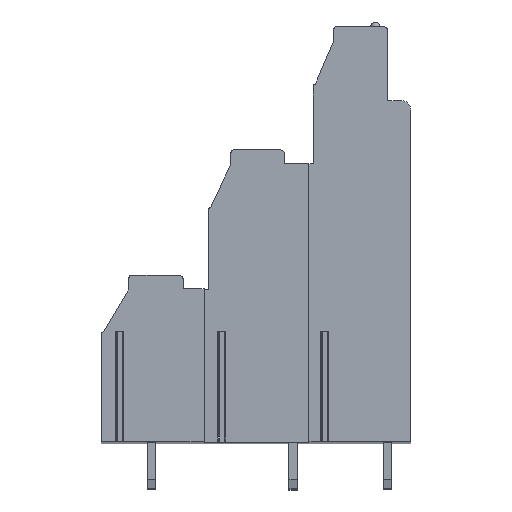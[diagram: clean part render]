
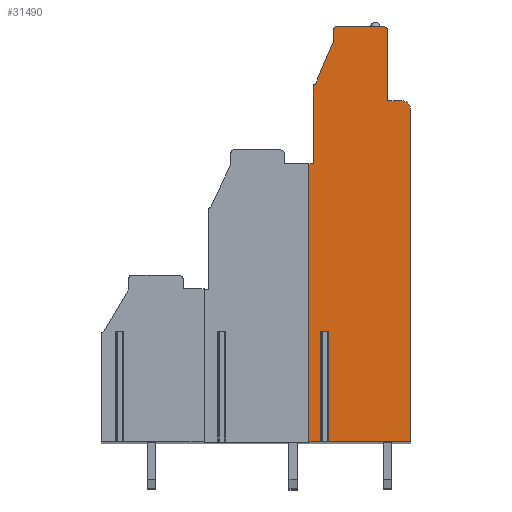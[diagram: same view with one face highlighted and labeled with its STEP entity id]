
A CAD part, top view. The second image highlights one B-rep face of the part: STEP entity #31490.
In plain terms, the highlighted planar face has unit normal (0, 0, 1).
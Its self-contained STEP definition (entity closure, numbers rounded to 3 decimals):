
#322=DIRECTION('',(1.,0.,0.));
#323=VECTOR('',#322,0.856);
#324=CARTESIAN_POINT('',(0.772,-18.05,99.06));
#325=LINE('',#324,#323);
#326=DIRECTION('',(0.,-1.,0.));
#327=VECTOR('',#326,11.95);
#328=CARTESIAN_POINT('',(0.772,-18.05,99.06));
#329=LINE('',#328,#327);
#330=DIRECTION('',(1.,0.,0.));
#331=VECTOR('',#330,1.272);
#332=CARTESIAN_POINT('',(-0.5,-30.,99.06));
#333=LINE('',#332,#331);
#334=DIRECTION('',(0.,1.,0.));
#335=VECTOR('',#334,30.);
#336=CARTESIAN_POINT('',(-0.5,-30.,99.06));
#337=LINE('',#336,#335);
#338=DIRECTION('',(-1.,0.,0.));
#339=VECTOR('',#338,0.5);
#340=CARTESIAN_POINT('',(0.,0.,99.06));
#341=LINE('',#340,#339);
#342=DIRECTION('',(0.,-1.,0.));
#343=VECTOR('',#342,8.4);
#344=CARTESIAN_POINT('',(0.,8.4,99.06));
#345=LINE('',#344,#343);
#346=CARTESIAN_POINT('',(0.2,8.4,99.06));
#347=DIRECTION('',(0.,0.,1.));
#348=DIRECTION('',(0.,1.,0.));
#349=AXIS2_PLACEMENT_3D('',#346,#347,#348);
#351=DIRECTION('',(-0.392,-0.92,0.));
#352=VECTOR('',#351,5.108);
#353=CARTESIAN_POINT('',(2.2,13.3,99.06));
#354=LINE('',#353,#352);
#355=DIRECTION('',(0.,-1.,0.));
#356=VECTOR('',#355,1.2);
#357=CARTESIAN_POINT('',(2.2,14.5,99.06));
#358=LINE('',#357,#356);
#359=CARTESIAN_POINT('',(2.5,14.5,99.06));
#360=DIRECTION('',(0.,0.,1.));
#361=DIRECTION('',(0.,1.,0.));
#362=AXIS2_PLACEMENT_3D('',#359,#360,#361);
#364=DIRECTION('',(-1.,0.,0.));
#365=VECTOR('',#364,5.);
#366=CARTESIAN_POINT('',(7.5,14.8,99.06));
#367=LINE('',#366,#365);
#368=CARTESIAN_POINT('',(7.5,14.3,99.06));
#369=DIRECTION('',(0.,0.,1.));
#370=DIRECTION('',(1.,0.,0.));
#371=AXIS2_PLACEMENT_3D('',#368,#369,#370);
#373=DIRECTION('',(0.,1.,0.));
#374=VECTOR('',#373,7.5);
#375=CARTESIAN_POINT('',(8.,6.8,99.06));
#376=LINE('',#375,#374);
#377=DIRECTION('',(-1.,0.,0.));
#378=VECTOR('',#377,1.5);
#379=CARTESIAN_POINT('',(9.5,6.8,99.06));
#380=LINE('',#379,#378);
#381=CARTESIAN_POINT('',(9.5,5.8,99.06));
#382=DIRECTION('',(0.,0.,1.));
#383=DIRECTION('',(1.,0.,0.));
#384=AXIS2_PLACEMENT_3D('',#381,#382,#383);
#386=DIRECTION('',(0.,1.,0.));
#387=VECTOR('',#386,35.8);
#388=CARTESIAN_POINT('',(10.5,-30.,99.06));
#389=LINE('',#388,#387);
#390=DIRECTION('',(1.,0.,0.));
#391=VECTOR('',#390,8.872);
#392=CARTESIAN_POINT('',(1.628,-30.,99.06));
#393=LINE('',#392,#391);
#394=DIRECTION('',(0.,-1.,0.));
#395=VECTOR('',#394,11.95);
#396=CARTESIAN_POINT('',(1.628,-18.05,99.06));
#397=LINE('',#396,#395);
#23988=CARTESIAN_POINT('',(10.5,-30.,99.06));
#23989=CARTESIAN_POINT('',(10.5,5.8,99.06));
#23990=VERTEX_POINT('',#23988);
#23991=VERTEX_POINT('',#23989);
#23992=CARTESIAN_POINT('',(9.5,6.8,99.06));
#23993=VERTEX_POINT('',#23992);
#23994=CARTESIAN_POINT('',(8.,6.8,99.06));
#23995=VERTEX_POINT('',#23994);
#23996=CARTESIAN_POINT('',(8.,14.3,99.06));
#23997=VERTEX_POINT('',#23996);
#23998=CARTESIAN_POINT('',(7.5,14.8,99.06));
#23999=VERTEX_POINT('',#23998);
#24000=CARTESIAN_POINT('',(2.5,14.8,99.06));
#24001=VERTEX_POINT('',#24000);
#24002=CARTESIAN_POINT('',(2.2,14.5,99.06));
#24003=VERTEX_POINT('',#24002);
#24004=CARTESIAN_POINT('',(2.2,13.3,99.06));
#24005=VERTEX_POINT('',#24004);
#24006=CARTESIAN_POINT('',(0.2,8.6,99.06));
#24007=VERTEX_POINT('',#24006);
#24008=CARTESIAN_POINT('',(0.,8.4,99.06));
#24009=VERTEX_POINT('',#24008);
#24010=CARTESIAN_POINT('',(0.,0.,99.06));
#24011=VERTEX_POINT('',#24010);
#24036=CARTESIAN_POINT('',(-0.5,-30.,99.06));
#24037=CARTESIAN_POINT('',(-0.5,0.,99.06));
#24038=VERTEX_POINT('',#24036);
#24039=VERTEX_POINT('',#24037);
#24096=CARTESIAN_POINT('',(0.772,-18.05,99.06));
#24097=CARTESIAN_POINT('',(1.628,-18.05,99.06));
#24098=VERTEX_POINT('',#24096);
#24099=VERTEX_POINT('',#24097);
#24104=CARTESIAN_POINT('',(0.772,-30.,99.06));
#24105=VERTEX_POINT('',#24104);
#24106=CARTESIAN_POINT('',(1.628,-30.,99.06));
#24107=VERTEX_POINT('',#24106);
#31447=CARTESIAN_POINT('',(0.,0.,99.06));
#31448=DIRECTION('',(0.,0.,1.));
#31449=DIRECTION('',(1.,0.,0.));
#31450=AXIS2_PLACEMENT_3D('',#31447,#31448,#31449);
#31451=PLANE('',#31450);
#31453=ORIENTED_EDGE('',*,*,#31452,.F.);
#31455=ORIENTED_EDGE('',*,*,#31454,.T.);
#31457=ORIENTED_EDGE('',*,*,#31456,.F.);
#31459=ORIENTED_EDGE('',*,*,#31458,.T.);
#31461=ORIENTED_EDGE('',*,*,#31460,.F.);
#31463=ORIENTED_EDGE('',*,*,#31462,.F.);
#31465=ORIENTED_EDGE('',*,*,#31464,.F.);
#31467=ORIENTED_EDGE('',*,*,#31466,.F.);
#31469=ORIENTED_EDGE('',*,*,#31468,.F.);
#31471=ORIENTED_EDGE('',*,*,#31470,.F.);
#31473=ORIENTED_EDGE('',*,*,#31472,.F.);
#31475=ORIENTED_EDGE('',*,*,#31474,.F.);
#31477=ORIENTED_EDGE('',*,*,#31476,.F.);
#31479=ORIENTED_EDGE('',*,*,#31478,.F.);
#31481=ORIENTED_EDGE('',*,*,#31480,.F.);
#31483=ORIENTED_EDGE('',*,*,#31482,.F.);
#31485=ORIENTED_EDGE('',*,*,#31484,.F.);
#31487=ORIENTED_EDGE('',*,*,#31486,.F.);
#31488=EDGE_LOOP('',(#31453,#31455,#31457,#31459,#31461,#31463,#31465,#31467,
#31469,#31471,#31473,#31475,#31477,#31479,#31481,#31483,#31485,#31487));
#31489=FACE_OUTER_BOUND('',#31488,.F.);
#31490=ADVANCED_FACE('',(#31489),#31451,.T.);
#350=CIRCLE('',#349,0.2);
#363=CIRCLE('',#362,0.3);
#372=CIRCLE('',#371,0.5);
#385=CIRCLE('',#384,1.);
#31452=EDGE_CURVE('',#24098,#24099,#325,.T.);
#31454=EDGE_CURVE('',#24098,#24105,#329,.T.);
#31456=EDGE_CURVE('',#24038,#24105,#333,.T.);
#31458=EDGE_CURVE('',#24038,#24039,#337,.T.);
#31460=EDGE_CURVE('',#24011,#24039,#341,.T.);
#31462=EDGE_CURVE('',#24009,#24011,#345,.T.);
#31464=EDGE_CURVE('',#24007,#24009,#350,.T.);
#31466=EDGE_CURVE('',#24005,#24007,#354,.T.);
#31468=EDGE_CURVE('',#24003,#24005,#358,.T.);
#31470=EDGE_CURVE('',#24001,#24003,#363,.T.);
#31472=EDGE_CURVE('',#23999,#24001,#367,.T.);
#31474=EDGE_CURVE('',#23997,#23999,#372,.T.);
#31476=EDGE_CURVE('',#23995,#23997,#376,.T.);
#31478=EDGE_CURVE('',#23993,#23995,#380,.T.);
#31480=EDGE_CURVE('',#23991,#23993,#385,.T.);
#31482=EDGE_CURVE('',#23990,#23991,#389,.T.);
#31484=EDGE_CURVE('',#24107,#23990,#393,.T.);
#31486=EDGE_CURVE('',#24099,#24107,#397,.T.);
